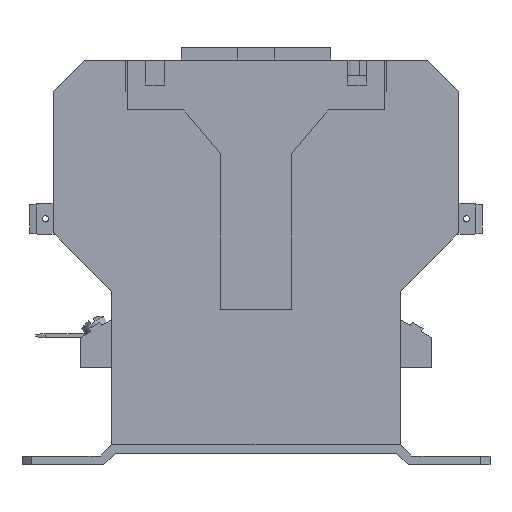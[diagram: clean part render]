
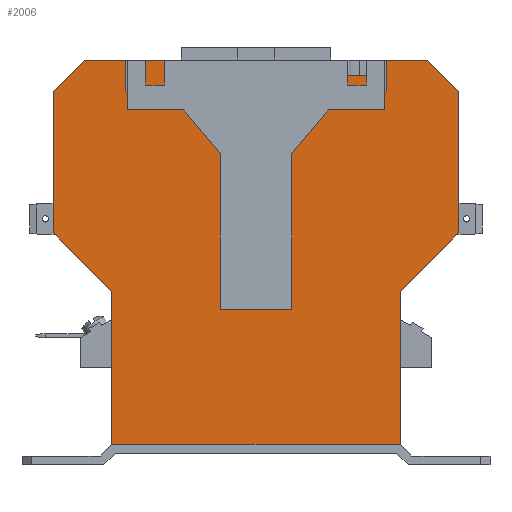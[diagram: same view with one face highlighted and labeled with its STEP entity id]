
A CAD part, left-side view. The second image highlights one B-rep face of the part: STEP entity #2006.
In plain terms, the highlighted planar face has unit normal (-1, 0, 0).
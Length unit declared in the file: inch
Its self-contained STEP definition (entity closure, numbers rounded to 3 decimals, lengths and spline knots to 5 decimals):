
#1403=CARTESIAN_POINT('',(-1.012,-0.935,2.84702));
#1404=VERTEX_POINT('',#1403);
#1411=CARTESIAN_POINT('',(-1.012,-1.035,2.84702));
#1412=VERTEX_POINT('',#1411);
#1413=CARTESIAN_POINT('',(-1.012,-0.935,2.84702));
#1414=DIRECTION('',(0.0,-1.0,0.0));
#1415=VECTOR('',#1414,0.1);
#1416=LINE('',#1413,#1415);
#1417=EDGE_CURVE('',#1404,#1412,#1416,.T.);
#1515=CARTESIAN_POINT('',(-1.012,0.935,2.84702));
#1516=VERTEX_POINT('',#1515);
#1538=CARTESIAN_POINT('',(-1.012,1.035,2.84702));
#1539=VERTEX_POINT('',#1538);
#1546=CARTESIAN_POINT('',(-1.012,1.035,2.84702));
#1547=DIRECTION('',(0.0,-1.0,0.0));
#1548=VECTOR('',#1547,0.1);
#1549=LINE('',#1546,#1548);
#1550=EDGE_CURVE('',#1539,#1516,#1549,.T.);
#1663=CARTESIAN_POINT('',(-1.012,-1.035,2.99702));
#1664=VERTEX_POINT('',#1663);
#1665=CARTESIAN_POINT('',(-1.012,-1.035,2.99702));
#1666=DIRECTION('',(0.0,0.0,-1.0));
#1667=VECTOR('',#1666,0.15);
#1668=LINE('',#1665,#1667);
#1669=EDGE_CURVE('',#1664,#1412,#1668,.T.);
#1734=CARTESIAN_POINT('',(-1.012,1.035,2.99702));
#1735=VERTEX_POINT('',#1734);
#1742=CARTESIAN_POINT('',(-1.012,1.035,2.84702));
#1743=DIRECTION('',(0.0,0.0,1.0));
#1744=VECTOR('',#1743,0.15);
#1745=LINE('',#1742,#1744);
#1746=EDGE_CURVE('',#1539,#1735,#1745,.T.);
#1757=CARTESIAN_POINT('',(-1.012,0.935,2.99702));
#1758=VERTEX_POINT('',#1757);
#1759=CARTESIAN_POINT('',(-1.012,0.935,2.99702));
#1760=DIRECTION('',(0.0,0.0,-1.0));
#1761=VECTOR('',#1760,0.15);
#1762=LINE('',#1759,#1761);
#1763=EDGE_CURVE('',#1758,#1516,#1762,.T.);
#1798=CARTESIAN_POINT('',(-1.012,-1.157,0.16402));
#1799=DIRECTION('',(-1.0,0.0,0.0));
#1800=DIRECTION('',(0.0,0.0,1.0));
#1801=AXIS2_PLACEMENT_3D('',#1798,#1799,#1800);
#1802=PLANE('',#1801);
#1803=ORIENTED_EDGE('',*,*,#1746,.T.);
#1804=CARTESIAN_POINT('',(-1.012,1.045,2.99702));
#1805=VERTEX_POINT('',#1804);
#1806=CARTESIAN_POINT('',(-1.012,1.035,2.99702));
#1807=DIRECTION('',(0.0,1.0,0.0));
#1808=VECTOR('',#1807,0.01);
#1809=LINE('',#1806,#1808);
#1810=EDGE_CURVE('',#1735,#1805,#1809,.T.);
#1811=ORIENTED_EDGE('',*,*,#1810,.T.);
#1812=CARTESIAN_POINT('',(-1.012,1.045,3.24702));
#1813=VERTEX_POINT('',#1812);
#1814=CARTESIAN_POINT('',(-1.012,1.045,2.99702));
#1815=DIRECTION('',(0.0,0.0,1.0));
#1816=VECTOR('',#1815,0.25);
#1817=LINE('',#1814,#1816);
#1818=EDGE_CURVE('',#1805,#1813,#1817,.T.);
#1819=ORIENTED_EDGE('',*,*,#1818,.T.);
#1820=CARTESIAN_POINT('',(-1.012,1.375,3.24702));
#1821=VERTEX_POINT('',#1820);
#1822=CARTESIAN_POINT('',(-1.012,1.045,3.24702));
#1823=DIRECTION('',(0.0,1.0,0.0));
#1824=VECTOR('',#1823,0.33);
#1825=LINE('',#1822,#1824);
#1826=EDGE_CURVE('',#1813,#1821,#1825,.T.);
#1827=ORIENTED_EDGE('',*,*,#1826,.T.);
#1828=CARTESIAN_POINT('',(-1.012,1.625,2.99702));
#1829=VERTEX_POINT('',#1828);
#1830=CARTESIAN_POINT('',(-1.012,1.375,3.24702));
#1831=DIRECTION('',(0.0,0.707,-0.707));
#1832=VECTOR('',#1831,0.35355);
#1833=LINE('',#1830,#1832);
#1834=EDGE_CURVE('',#1821,#1829,#1833,.T.);
#1835=ORIENTED_EDGE('',*,*,#1834,.T.);
#1836=CARTESIAN_POINT('',(-1.012,1.625,1.86002));
#1837=VERTEX_POINT('',#1836);
#1838=CARTESIAN_POINT('',(-1.012,1.625,1.86002));
#1839=DIRECTION('',(0.0,0.0,1.0));
#1840=VECTOR('',#1839,1.137);
#1841=LINE('',#1838,#1840);
#1842=EDGE_CURVE('',#1837,#1829,#1841,.T.);
#1843=ORIENTED_EDGE('',*,*,#1842,.F.);
#1844=CARTESIAN_POINT('',(-1.012,1.157,1.39202));
#1845=VERTEX_POINT('',#1844);
#1846=CARTESIAN_POINT('',(-1.012,1.625,1.86002));
#1847=DIRECTION('',(0.0,-0.707,-0.707));
#1848=VECTOR('',#1847,0.66185);
#1849=LINE('',#1846,#1848);
#1850=EDGE_CURVE('',#1837,#1845,#1849,.T.);
#1851=ORIENTED_EDGE('',*,*,#1850,.T.);
#1852=CARTESIAN_POINT('',(-1.012,1.157,0.16402));
#1853=VERTEX_POINT('',#1852);
#1854=CARTESIAN_POINT('',(-1.012,1.157,0.16402));
#1855=DIRECTION('',(0.0,0.0,1.0));
#1856=VECTOR('',#1855,1.228);
#1857=LINE('',#1854,#1856);
#1858=EDGE_CURVE('',#1853,#1845,#1857,.T.);
#1859=ORIENTED_EDGE('',*,*,#1858,.F.);
#1860=CARTESIAN_POINT('',(-1.012,1.15695,0.16402));
#1861=VERTEX_POINT('',#1860);
#1862=CARTESIAN_POINT('',(-1.012,1.157,0.16402));
#1863=DIRECTION('',(0.0,-1.0,0.0));
#1864=VECTOR('',#1863,0.00005);
#1865=LINE('',#1862,#1864);
#1866=EDGE_CURVE('',#1853,#1861,#1865,.T.);
#1867=ORIENTED_EDGE('',*,*,#1866,.T.);
#1868=CARTESIAN_POINT('',(-1.012,-1.15695,0.16402));
#1869=VERTEX_POINT('',#1868);
#1870=CARTESIAN_POINT('',(-1.012,-1.15695,0.16402));
#1871=DIRECTION('',(0.0,1.0,0.0));
#1872=VECTOR('',#1871,2.3139);
#1873=LINE('',#1870,#1872);
#1874=EDGE_CURVE('',#1869,#1861,#1873,.T.);
#1875=ORIENTED_EDGE('',*,*,#1874,.F.);
#1876=CARTESIAN_POINT('',(-1.012,-1.157,0.16402));
#1877=VERTEX_POINT('',#1876);
#1878=CARTESIAN_POINT('',(-1.012,-1.15695,0.16402));
#1879=DIRECTION('',(0.0,-1.0,0.0));
#1880=VECTOR('',#1879,0.00005);
#1881=LINE('',#1878,#1880);
#1882=EDGE_CURVE('',#1869,#1877,#1881,.T.);
#1883=ORIENTED_EDGE('',*,*,#1882,.T.);
#1884=CARTESIAN_POINT('',(-1.012,-1.157,1.39202));
#1885=VERTEX_POINT('',#1884);
#1886=CARTESIAN_POINT('',(-1.012,-1.157,0.16402));
#1887=DIRECTION('',(0.0,0.0,1.0));
#1888=VECTOR('',#1887,1.228);
#1889=LINE('',#1886,#1888);
#1890=EDGE_CURVE('',#1877,#1885,#1889,.T.);
#1891=ORIENTED_EDGE('',*,*,#1890,.T.);
#1892=CARTESIAN_POINT('',(-1.012,-1.625,1.86002));
#1893=VERTEX_POINT('',#1892);
#1894=CARTESIAN_POINT('',(-1.012,-1.157,1.39202));
#1895=DIRECTION('',(0.0,-0.707,0.707));
#1896=VECTOR('',#1895,0.66185);
#1897=LINE('',#1894,#1896);
#1898=EDGE_CURVE('',#1885,#1893,#1897,.T.);
#1899=ORIENTED_EDGE('',*,*,#1898,.T.);
#1900=CARTESIAN_POINT('',(-1.012,-1.625,2.99702));
#1901=VERTEX_POINT('',#1900);
#1902=CARTESIAN_POINT('',(-1.012,-1.625,1.86002));
#1903=DIRECTION('',(0.0,0.0,1.0));
#1904=VECTOR('',#1903,1.137);
#1905=LINE('',#1902,#1904);
#1906=EDGE_CURVE('',#1893,#1901,#1905,.T.);
#1907=ORIENTED_EDGE('',*,*,#1906,.T.);
#1908=CARTESIAN_POINT('',(-1.012,-1.375,3.24702));
#1909=VERTEX_POINT('',#1908);
#1910=CARTESIAN_POINT('',(-1.012,-1.625,2.99702));
#1911=DIRECTION('',(0.0,0.707,0.707));
#1912=VECTOR('',#1911,0.35355);
#1913=LINE('',#1910,#1912);
#1914=EDGE_CURVE('',#1901,#1909,#1913,.T.);
#1915=ORIENTED_EDGE('',*,*,#1914,.T.);
#1916=CARTESIAN_POINT('',(-1.012,-1.045,3.24702));
#1917=VERTEX_POINT('',#1916);
#1918=CARTESIAN_POINT('',(-1.012,-1.375,3.24702));
#1919=DIRECTION('',(0.0,1.0,0.0));
#1920=VECTOR('',#1919,0.33);
#1921=LINE('',#1918,#1920);
#1922=EDGE_CURVE('',#1909,#1917,#1921,.T.);
#1923=ORIENTED_EDGE('',*,*,#1922,.T.);
#1924=CARTESIAN_POINT('',(-1.012,-1.045,2.99702));
#1925=VERTEX_POINT('',#1924);
#1926=CARTESIAN_POINT('',(-1.012,-1.045,3.24702));
#1927=DIRECTION('',(0.0,0.0,-1.0));
#1928=VECTOR('',#1927,0.25);
#1929=LINE('',#1926,#1928);
#1930=EDGE_CURVE('',#1917,#1925,#1929,.T.);
#1931=ORIENTED_EDGE('',*,*,#1930,.T.);
#1932=CARTESIAN_POINT('',(-1.012,-1.045,2.99702));
#1933=DIRECTION('',(0.0,1.0,0.0));
#1934=VECTOR('',#1933,0.01);
#1935=LINE('',#1932,#1934);
#1936=EDGE_CURVE('',#1925,#1664,#1935,.T.);
#1937=ORIENTED_EDGE('',*,*,#1936,.T.);
#1938=ORIENTED_EDGE('',*,*,#1669,.T.);
#1939=ORIENTED_EDGE('',*,*,#1417,.F.);
#1940=CARTESIAN_POINT('',(-1.012,-0.935,2.99702));
#1941=VERTEX_POINT('',#1940);
#1942=CARTESIAN_POINT('',(-1.012,-0.935,2.84702));
#1943=DIRECTION('',(0.0,0.0,1.0));
#1944=VECTOR('',#1943,0.15);
#1945=LINE('',#1942,#1944);
#1946=EDGE_CURVE('',#1404,#1941,#1945,.T.);
#1947=ORIENTED_EDGE('',*,*,#1946,.T.);
#1948=CARTESIAN_POINT('',(-1.012,-0.925,2.99702));
#1949=VERTEX_POINT('',#1948);
#1950=CARTESIAN_POINT('',(-1.012,-0.935,2.99702));
#1951=DIRECTION('',(0.0,1.0,0.0));
#1952=VECTOR('',#1951,0.01);
#1953=LINE('',#1950,#1952);
#1954=EDGE_CURVE('',#1941,#1949,#1953,.T.);
#1955=ORIENTED_EDGE('',*,*,#1954,.T.);
#1956=CARTESIAN_POINT('',(-1.012,-0.925,3.12702));
#1957=VERTEX_POINT('',#1956);
#1958=CARTESIAN_POINT('',(-1.012,-0.925,2.99702));
#1959=DIRECTION('',(0.0,0.0,1.0));
#1960=VECTOR('',#1959,0.13);
#1961=LINE('',#1958,#1960);
#1962=EDGE_CURVE('',#1949,#1957,#1961,.T.);
#1963=ORIENTED_EDGE('',*,*,#1962,.T.);
#1964=CARTESIAN_POINT('',(-1.012,-0.56,3.12702));
#1965=VERTEX_POINT('',#1964);
#1966=CARTESIAN_POINT('',(-1.012,-0.925,3.12702));
#1967=DIRECTION('',(0.0,1.0,0.0));
#1968=VECTOR('',#1967,0.365);
#1969=LINE('',#1966,#1968);
#1970=EDGE_CURVE('',#1957,#1965,#1969,.T.);
#1971=ORIENTED_EDGE('',*,*,#1970,.T.);
#1972=CARTESIAN_POINT('',(-1.012,-0.56,3.24702));
#1973=VERTEX_POINT('',#1972);
#1974=CARTESIAN_POINT('',(-1.012,-0.56,3.12702));
#1975=DIRECTION('',(0.0,0.0,1.0));
#1976=VECTOR('',#1975,0.12);
#1977=LINE('',#1974,#1976);
#1978=EDGE_CURVE('',#1965,#1973,#1977,.T.);
#1979=ORIENTED_EDGE('',*,*,#1978,.T.);
#1980=CARTESIAN_POINT('',(-1.012,0.925,3.24702));
#1981=VERTEX_POINT('',#1980);
#1982=CARTESIAN_POINT('',(-1.012,-0.56,3.24702));
#1983=DIRECTION('',(0.0,1.0,0.0));
#1984=VECTOR('',#1983,1.485);
#1985=LINE('',#1982,#1984);
#1986=EDGE_CURVE('',#1973,#1981,#1985,.T.);
#1987=ORIENTED_EDGE('',*,*,#1986,.T.);
#1988=CARTESIAN_POINT('',(-1.012,0.925,2.99702));
#1989=VERTEX_POINT('',#1988);
#1990=CARTESIAN_POINT('',(-1.012,0.925,3.24702));
#1991=DIRECTION('',(0.0,0.0,-1.0));
#1992=VECTOR('',#1991,0.25);
#1993=LINE('',#1990,#1992);
#1994=EDGE_CURVE('',#1981,#1989,#1993,.T.);
#1995=ORIENTED_EDGE('',*,*,#1994,.T.);
#1996=CARTESIAN_POINT('',(-1.012,0.925,2.99702));
#1997=DIRECTION('',(0.0,1.0,0.0));
#1998=VECTOR('',#1997,0.01);
#1999=LINE('',#1996,#1998);
#2000=EDGE_CURVE('',#1989,#1758,#1999,.T.);
#2001=ORIENTED_EDGE('',*,*,#2000,.T.);
#2002=ORIENTED_EDGE('',*,*,#1763,.T.);
#2003=ORIENTED_EDGE('',*,*,#1550,.F.);
#2004=EDGE_LOOP('',(#1803,#1811,#1819,#1827,#1835,#1843,#1851,#1859,#1867,#1875,#1883,#1891,#1899,#1907,#1915,#1923,#1931,#1937,#1938,#1939,#1947,#1955,#1963,#1971,#1979,#1987,#1995,#2001,#2002,#2003));
#2005=FACE_OUTER_BOUND('',#2004,.T.);
#2006=ADVANCED_FACE('',(#2005),#1802,.T.);
